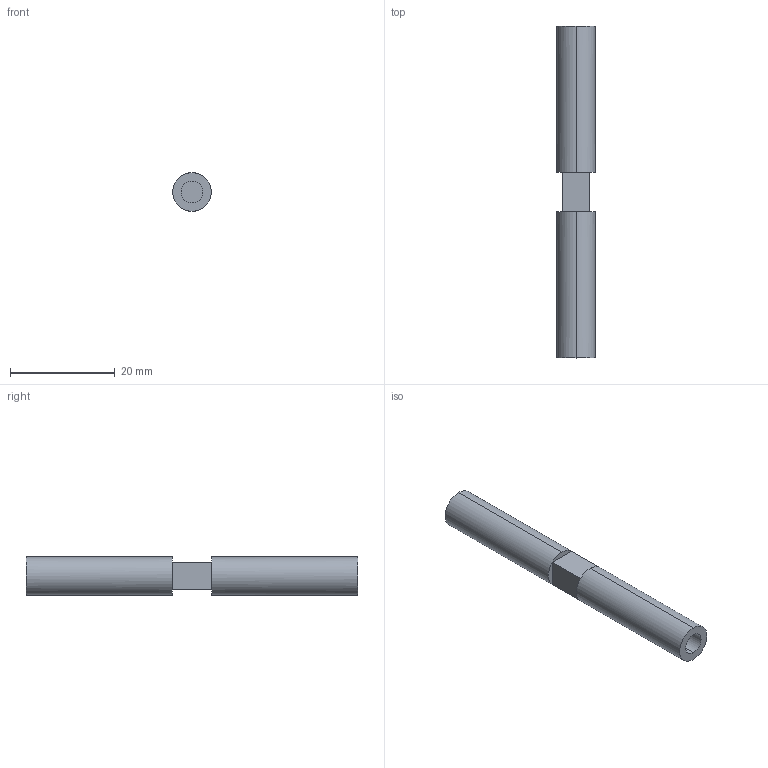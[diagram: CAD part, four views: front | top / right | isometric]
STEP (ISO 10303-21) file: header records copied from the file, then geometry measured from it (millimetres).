
FILE_DESCRIPTION (( 'STEP AP203' ), '1' );
FILE_NAME ('platform rods_Default_sldprt.STEP', '2018-02-10T01:21:06', ( '' ), ( '' ), 'SwSTEP 2.0', 'SolidWorks 2017', '' );
FILE_SCHEMA (( 'CONFIG_CONTROL_DESIGN' ));
Length unit declared in the file: inch
Products named in the file (1): platform rods_Default_sldprt
Bounding box: 7.37 x 63.5 x 7.37 mm (x, y, z)
Volume: 2030.3 mm3; surface area: 2101.8 mm2
Topology: 1 solids, 1 shells, 24 faces, 44 edges, 24 vertices
Faces by surface type: plane 16, cylinder 8
Entity records: 663 total; most frequent: DIRECTION 118, CARTESIAN_POINT 93, ORIENTED_EDGE 88, AXIS2_PLACEMENT_3D 49, EDGE_CURVE 44, EDGE_LOOP 26, ADVANCED_FACE 24, FACE_OUTER_BOUND 24
